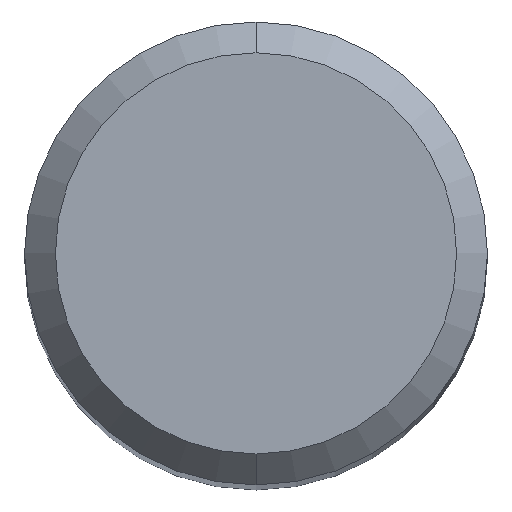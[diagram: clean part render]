
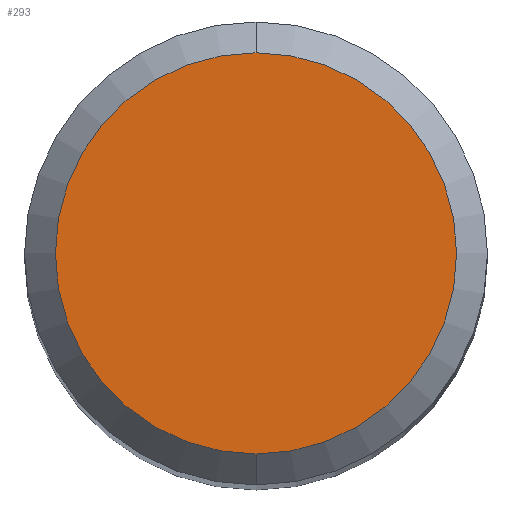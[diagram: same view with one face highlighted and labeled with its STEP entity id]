
A CAD part, top view. The second image highlights one B-rep face of the part: STEP entity #293.
In plain terms, the highlighted planar face has unit normal (0, 0, 1).
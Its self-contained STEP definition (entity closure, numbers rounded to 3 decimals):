
#275=VERTEX_POINT('',#586);
#293=ADVANCED_FACE('',(#607),#608,.T.);
#319=EDGE_CURVE('',#385,#275,#636,.T.);
#381=EDGE_CURVE('',#275,#385,#704,.T.);
#385=VERTEX_POINT('',#708);
#586=CARTESIAN_POINT('',(0.0,2.6,0.0));
#607=FACE_OUTER_BOUND('',#1112,.T.);
#608=PLANE('',#1113);
#636=CIRCLE('',#1148,2.6);
#704=CIRCLE('',#1295,2.6);
#708=CARTESIAN_POINT('',(0.,-2.6,0.0));
#1112=EDGE_LOOP('',(#1582,#1583));
#1113=AXIS2_PLACEMENT_3D('',#1584,#1585,#1586);
#1148=AXIS2_PLACEMENT_3D('',#1603,#1604,#1605);
#1295=AXIS2_PLACEMENT_3D('',#1685,#1686,#1687);
#1582=ORIENTED_EDGE('',*,*,#381,.F.);
#1583=ORIENTED_EDGE('',*,*,#319,.F.);
#1584=CARTESIAN_POINT('',(0.0,1.3,0.0));
#1585=DIRECTION('',(-0.0,0.0,1.0));
#1586=DIRECTION('',(0.0,-1.0,0.0));
#1603=CARTESIAN_POINT('',(0.0,0.0,0.0));
#1604=DIRECTION('',(0.0,0.0,-1.0));
#1605=DIRECTION('',(0.0,1.0,0.0));
#1685=CARTESIAN_POINT('',(0.0,0.0,0.0));
#1686=DIRECTION('',(0.0,0.0,-1.0));
#1687=DIRECTION('',(0.0,1.0,0.0));
